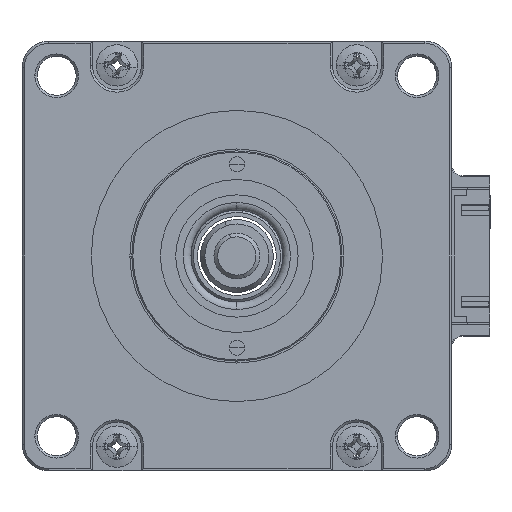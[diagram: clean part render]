
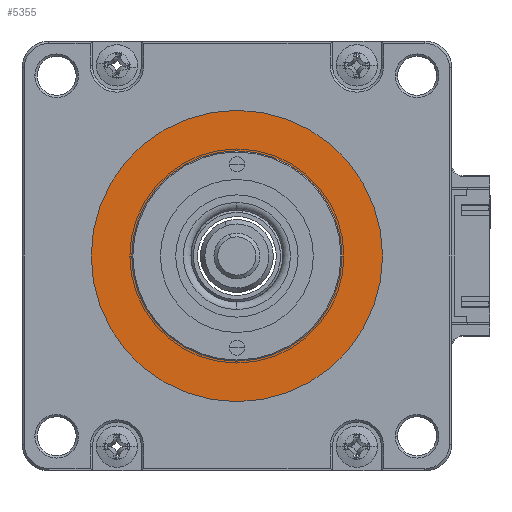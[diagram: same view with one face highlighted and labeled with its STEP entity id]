
A CAD part, left-side view. The second image highlights one B-rep face of the part: STEP entity #5355.
In plain terms, the highlighted planar face has unit normal (-1, 0, 0).
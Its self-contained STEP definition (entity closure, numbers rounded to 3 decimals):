
#579 = DIRECTION ( 'NONE',  ( -1., 0., 0. ) ) ;
#770 = CARTESIAN_POINT ( 'NONE',  ( -38.623, 4.472, 48.3 ) ) ;
#833 = EDGE_LOOP ( 'NONE', ( #11922, #10418 ) ) ;
#897 = VERTEX_POINT ( 'NONE', #5002 ) ;
#901 = DIRECTION ( 'NONE',  ( 0., -1., 0. ) ) ;
#1604 = DIRECTION ( 'NONE',  ( -1., 0., 0. ) ) ;
#1676 = CARTESIAN_POINT ( 'NONE',  ( -38.623, 4.472, 48.3 ) ) ;
#1708 = EDGE_CURVE ( 'NONE', #897, #4285, #6379, .T. ) ;
#2573 = DIRECTION ( 'NONE',  ( 0., -1., 0. ) ) ;
#2713 = CARTESIAN_POINT ( 'NONE',  ( -38.623, 18.222, 48.3 ) ) ;
#2765 = ORIENTED_EDGE ( 'NONE', *, *, #1708, .T. ) ;
#3122 = DIRECTION ( 'NONE',  ( 0., -1., 0. ) ) ;
#3506 = EDGE_CURVE ( 'NONE', #11667, #7616, #7142, .T. ) ;
#3544 = FACE_OUTER_BOUND ( 'NONE', #11129, .T. ) ;
#4030 = CARTESIAN_POINT ( 'NONE',  ( -38.623, -9.278, 48.3 ) ) ;
#4285 = VERTEX_POINT ( 'NONE', #6119 ) ;
#5002 = CARTESIAN_POINT ( 'NONE',  ( -38.623, -14.578, 48.3 ) ) ;
#5084 = EDGE_CURVE ( 'NONE', #7616, #11667, #11191, .T. ) ;
#5336 = AXIS2_PLACEMENT_3D ( 'NONE', #6213, #579, #7164 ) ;
#5355 = ADVANCED_FACE ( 'NONE', ( #8573, #3544 ), #6279, .T. ) ;
#5440 = AXIS2_PLACEMENT_3D ( 'NONE', #1676, #8233, #2573 ) ;
#6119 = CARTESIAN_POINT ( 'NONE',  ( -38.623, 23.522, 48.3 ) ) ;
#6213 = CARTESIAN_POINT ( 'NONE',  ( -38.623, 4.472, 48.3 ) ) ;
#6279 = PLANE ( 'NONE',  #6548 ) ;
#6379 = CIRCLE ( 'NONE', #9461, 19.05 ) ;
#6408 = EDGE_CURVE ( 'NONE', #4285, #897, #7555, .T. ) ;
#6534 = DIRECTION ( 'NONE',  ( -1., 0., 0. ) ) ;
#6548 = AXIS2_PLACEMENT_3D ( 'NONE', #7217, #1604, #8160 ) ;
#7142 = CIRCLE ( 'NONE', #9495, 13.75 ) ;
#7164 = DIRECTION ( 'NONE',  ( 0., -1., 0. ) ) ;
#7217 = CARTESIAN_POINT ( 'NONE',  ( -38.623, 29.072, 72.9 ) ) ;
#7555 = CIRCLE ( 'NONE', #5440, 19.05 ) ;
#7616 = VERTEX_POINT ( 'NONE', #4030 ) ;
#8160 = DIRECTION ( 'NONE',  ( 0., -1., 0. ) ) ;
#8233 = DIRECTION ( 'NONE',  ( -1., 0., 0. ) ) ;
#8573 = FACE_BOUND ( 'NONE', #833, .T. ) ;
#8664 = ORIENTED_EDGE ( 'NONE', *, *, #6408, .T. ) ;
#9023 = DIRECTION ( 'NONE',  ( -1., 0., 0. ) ) ;
#9461 = AXIS2_PLACEMENT_3D ( 'NONE', #770, #9023, #3122 ) ;
#9495 = AXIS2_PLACEMENT_3D ( 'NONE', #12085, #6534, #901 ) ;
#10418 = ORIENTED_EDGE ( 'NONE', *, *, #5084, .F. ) ;
#11129 = EDGE_LOOP ( 'NONE', ( #2765, #8664 ) ) ;
#11191 = CIRCLE ( 'NONE', #5336, 13.75 ) ;
#11667 = VERTEX_POINT ( 'NONE', #2713 ) ;
#11922 = ORIENTED_EDGE ( 'NONE', *, *, #3506, .F. ) ;
#12085 = CARTESIAN_POINT ( 'NONE',  ( -38.623, 4.472, 48.3 ) ) ;
